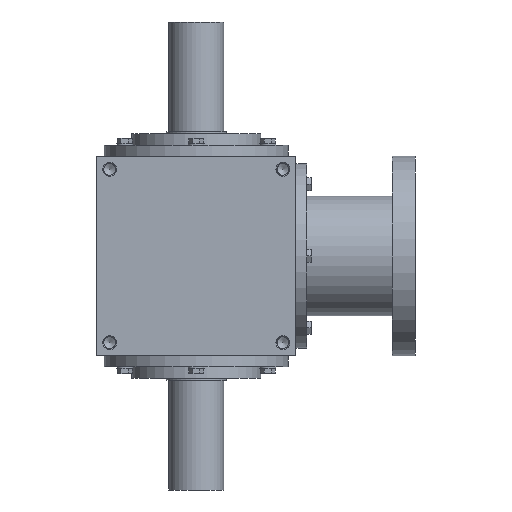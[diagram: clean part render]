
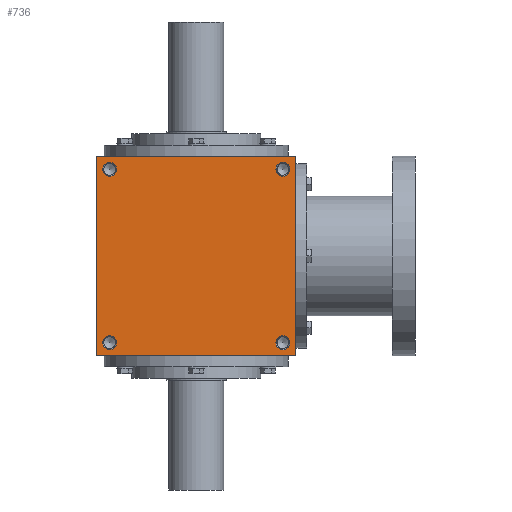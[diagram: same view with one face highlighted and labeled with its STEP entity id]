
A CAD part, front view. The second image highlights one B-rep face of the part: STEP entity #736.
In plain terms, the highlighted planar face has unit normal (0, -1, 0).
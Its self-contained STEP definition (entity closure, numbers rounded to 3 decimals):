
#736 = ADVANCED_FACE( '', ( #1464, #1465, #1466, #1467, #1468 ), #1469, .F. );
#1464 = FACE_BOUND( '', #2163, .T. );
#1465 = FACE_BOUND( '', #2164, .T. );
#1466 = FACE_BOUND( '', #2165, .T. );
#1467 = FACE_BOUND( '', #2166, .T. );
#1468 = FACE_OUTER_BOUND( '', #2167, .T. );
#1469 = PLANE( '', #2168 );
#2163 = EDGE_LOOP( '', ( #3381 ) );
#2164 = EDGE_LOOP( '', ( #3382 ) );
#2165 = EDGE_LOOP( '', ( #3383 ) );
#2166 = EDGE_LOOP( '', ( #3384 ) );
#2167 = EDGE_LOOP( '', ( #3385, #3386, #3387, #3388 ) );
#2168 = AXIS2_PLACEMENT_3D( '', #3389, #3390, #3391 );
#3381 = ORIENTED_EDGE( '', *, *, #3971, .T. );
#3382 = ORIENTED_EDGE( '', *, *, #4064, .T. );
#3383 = ORIENTED_EDGE( '', *, *, #4034, .F. );
#3384 = ORIENTED_EDGE( '', *, *, #3652, .F. );
#3385 = ORIENTED_EDGE( '', *, *, #3993, .T. );
#3386 = ORIENTED_EDGE( '', *, *, #3738, .F. );
#3387 = ORIENTED_EDGE( '', *, *, #3963, .F. );
#3388 = ORIENTED_EDGE( '', *, *, #3660, .T. );
#3389 = CARTESIAN_POINT( '', ( -100., -100., 100. ) );
#3390 = DIRECTION( '', ( 0., 1., 0. ) );
#3391 = DIRECTION( '', ( 0., 0., 1. ) );
#3652 = EDGE_CURVE( '', #4179, #4179, #4180, .T. );
#3660 = EDGE_CURVE( '', #4195, #4193, #4196, .T. );
#3738 = EDGE_CURVE( '', #4318, #4313, #4320, .T. );
#3963 = EDGE_CURVE( '', #4195, #4318, #4654, .T. );
#3971 = EDGE_CURVE( '', #4665, #4665, #4666, .T. );
#3993 = EDGE_CURVE( '', #4193, #4313, #4696, .T. );
#4034 = EDGE_CURVE( '', #4745, #4745, #4746, .T. );
#4064 = EDGE_CURVE( '', #4777, #4777, #4778, .T. );
#4179 = VERTEX_POINT( '', #4891 );
#4180 = CIRCLE( '', #4892, 7. );
#4193 = VERTEX_POINT( '', #4905 );
#4195 = VERTEX_POINT( '', #4908 );
#4196 = LINE( '', #4909, #4910 );
#4313 = VERTEX_POINT( '', #5071 );
#4318 = VERTEX_POINT( '', #5078 );
#4320 = LINE( '', #5081, #5082 );
#4654 = LINE( '', #5619, #5620 );
#4665 = VERTEX_POINT( '', #5631 );
#4666 = CIRCLE( '', #5632, 7. );
#4696 = LINE( '', #5662, #5663 );
#4745 = VERTEX_POINT( '', #5712 );
#4746 = CIRCLE( '', #5713, 7. );
#4777 = VERTEX_POINT( '', #5760 );
#4778 = CIRCLE( '', #5761, 7. );
#4891 = CARTESIAN_POINT( '', ( 87., -100., 80. ) );
#4892 = AXIS2_PLACEMENT_3D( '', #5884, #5885, #5886 );
#4905 = CARTESIAN_POINT( '', ( -100., -100., -100. ) );
#4908 = CARTESIAN_POINT( '', ( -100., -100., 100. ) );
#4909 = CARTESIAN_POINT( '', ( -100., -100., 100. ) );
#4910 = VECTOR( '', #5903, 1000. );
#5071 = CARTESIAN_POINT( '', ( 100., -100., -100. ) );
#5078 = CARTESIAN_POINT( '', ( 100., -100., 100. ) );
#5081 = CARTESIAN_POINT( '', ( 100., -100., 100. ) );
#5082 = VECTOR( '', #6022, 1000. );
#5619 = CARTESIAN_POINT( '', ( -100., -100., 100. ) );
#5620 = VECTOR( '', #6377, 1000. );
#5631 = CARTESIAN_POINT( '', ( -87., -100., -80. ) );
#5632 = AXIS2_PLACEMENT_3D( '', #6390, #6391, #6392 );
#5662 = CARTESIAN_POINT( '', ( -100., -100., -100. ) );
#5663 = VECTOR( '', #6429, 1000. );
#5712 = CARTESIAN_POINT( '', ( 87., -100., -94. ) );
#5713 = AXIS2_PLACEMENT_3D( '', #6481, #6482, #6483 );
#5760 = CARTESIAN_POINT( '', ( -87., -100., 94. ) );
#5761 = AXIS2_PLACEMENT_3D( '', #6504, #6505, #6506 );
#5884 = CARTESIAN_POINT( '', ( 87., -100., 87. ) );
#5885 = DIRECTION( '', ( 0., -1., 0. ) );
#5886 = DIRECTION( '', ( 0., 0., -1. ) );
#5903 = DIRECTION( '', ( 0., 0., -1. ) );
#6022 = DIRECTION( '', ( 0., 0., -1. ) );
#6377 = DIRECTION( '', ( 1., 0., 0. ) );
#6390 = CARTESIAN_POINT( '', ( -87., -100., -87. ) );
#6391 = DIRECTION( '', ( 0., 1., 0. ) );
#6392 = DIRECTION( '', ( 0., 0., 1. ) );
#6429 = DIRECTION( '', ( 1., 0., 0. ) );
#6481 = CARTESIAN_POINT( '', ( 87., -100., -87. ) );
#6482 = DIRECTION( '', ( 0., -1., 0. ) );
#6483 = DIRECTION( '', ( 0., 0., -1. ) );
#6504 = CARTESIAN_POINT( '', ( -87., -100., 87. ) );
#6505 = DIRECTION( '', ( 0., 1., 0. ) );
#6506 = DIRECTION( '', ( 0., 0., 1. ) );
